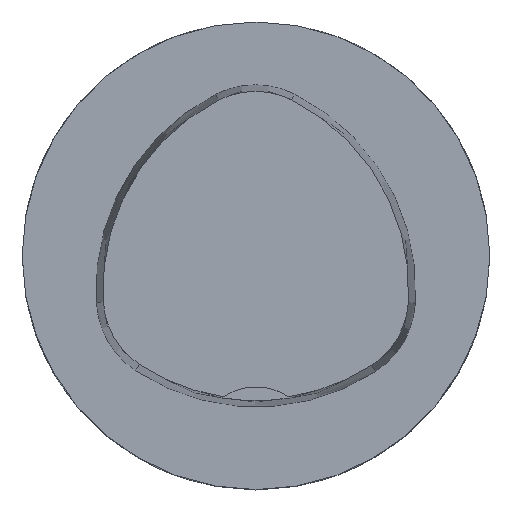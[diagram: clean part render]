
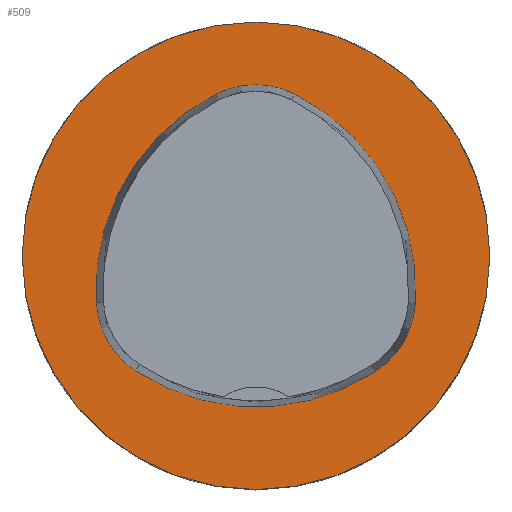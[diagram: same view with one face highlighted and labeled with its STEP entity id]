
A CAD part, top view. The second image highlights one B-rep face of the part: STEP entity #509.
In plain terms, the highlighted planar face has unit normal (0, 0, 1).
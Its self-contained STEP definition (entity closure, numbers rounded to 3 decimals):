
#160=PLANE('',#747);
#236=EDGE_LOOP('',(#333,#334,#335,#336,#337,#338));
#237=EDGE_LOOP('',(#339));
#333=ORIENTED_EDGE('',*,*,#429,.T.);
#334=ORIENTED_EDGE('',*,*,#409,.T.);
#335=ORIENTED_EDGE('',*,*,#413,.T.);
#336=ORIENTED_EDGE('',*,*,#416,.T.);
#337=ORIENTED_EDGE('',*,*,#419,.T.);
#338=ORIENTED_EDGE('',*,*,#427,.T.);
#339=ORIENTED_EDGE('',*,*,#400,.F.);
#400=EDGE_CURVE('',#584,#584,#455,.T.);
#409=EDGE_CURVE('',#593,#594,#456,.T.);
#413=EDGE_CURVE('',#594,#597,#458,.T.);
#416=EDGE_CURVE('',#597,#599,#460,.T.);
#419=EDGE_CURVE('',#599,#601,#462,.T.);
#427=EDGE_CURVE('',#601,#608,#466,.T.);
#429=EDGE_CURVE('',#608,#593,#468,.T.);
#455=CIRCLE('',#719,16.);
#456=CIRCLE('',#725,15.);
#458=CIRCLE('',#728,6.);
#460=CIRCLE('',#731,15.);
#462=CIRCLE('',#734,6.);
#466=CIRCLE('',#739,15.);
#468=CIRCLE('',#742,6.);
#509=ADVANCED_FACE('',(#558,#559),#160,.T.);
#558=FACE_BOUND('',#236,.T.);
#559=FACE_BOUND('',#237,.T.);
#584=VERTEX_POINT('',#6367);
#593=VERTEX_POINT('',#6386);
#594=VERTEX_POINT('',#6387);
#597=VERTEX_POINT('',#6395);
#599=VERTEX_POINT('',#6401);
#601=VERTEX_POINT('',#6407);
#608=VERTEX_POINT('',#6428);
#719=AXIS2_PLACEMENT_3D('',#6366,#848,#849);
#725=AXIS2_PLACEMENT_3D('',#6385,#864,#865);
#728=AXIS2_PLACEMENT_3D('',#6394,#872,#873);
#731=AXIS2_PLACEMENT_3D('',#6400,#879,#880);
#734=AXIS2_PLACEMENT_3D('',#6406,#886,#887);
#739=AXIS2_PLACEMENT_3D('',#6429,#898,#899);
#742=AXIS2_PLACEMENT_3D('',#6432,#904,#905);
#747=AXIS2_PLACEMENT_3D('',#6437,#914,#915);
#848=DIRECTION('',(0.,0.,-1.));
#849=DIRECTION('',(-1.,0.,0.));
#864=DIRECTION('',(0.,0.,-1.));
#865=DIRECTION('',(-1.,0.,0.));
#872=DIRECTION('',(0.,0.,-1.));
#873=DIRECTION('',(-1.,0.,0.));
#879=DIRECTION('',(0.,0.,-1.));
#880=DIRECTION('',(-1.,0.,0.));
#886=DIRECTION('',(0.,0.,-1.));
#887=DIRECTION('',(-1.,0.,0.));
#898=DIRECTION('',(0.,0.,-1.));
#899=DIRECTION('',(-1.,0.,0.));
#904=DIRECTION('',(0.,0.,-1.));
#905=DIRECTION('',(-1.,0.,0.));
#914=DIRECTION('',(0.,0.,1.));
#915=DIRECTION('',(1.,0.,0.));
#6366=CARTESIAN_POINT('',(0.,0.,0.));
#6367=CARTESIAN_POINT('',(-16.,0.,0.));
#6385=CARTESIAN_POINT('',(4.048,-2.316,0.));
#6386=CARTESIAN_POINT('',(-10.926,-3.206,0.));
#6387=CARTESIAN_POINT('',(-2.774,11.043,0.));
#6394=CARTESIAN_POINT('',(-0.045,5.7,0.));
#6395=CARTESIAN_POINT('',(2.638,11.066,0.));
#6400=CARTESIAN_POINT('',(-4.07,-2.35,0.));
#6401=CARTESIAN_POINT('',(10.903,-3.249,0.));
#6406=CARTESIAN_POINT('',(4.914,-2.889,0.));
#6407=CARTESIAN_POINT('',(8.177,-7.924,0.));
#6428=CARTESIAN_POINT('',(-8.24,-7.859,0.));
#6429=CARTESIAN_POINT('',(0.019,4.663,0.));
#6432=CARTESIAN_POINT('',(-4.936,-2.85,0.));
#6437=CARTESIAN_POINT('',(0.,0.,0.));
